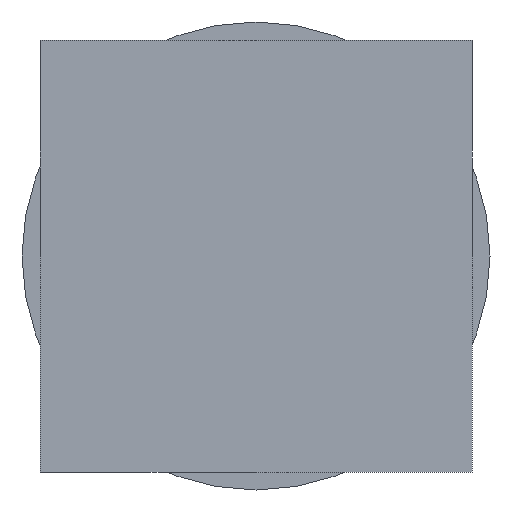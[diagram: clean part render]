
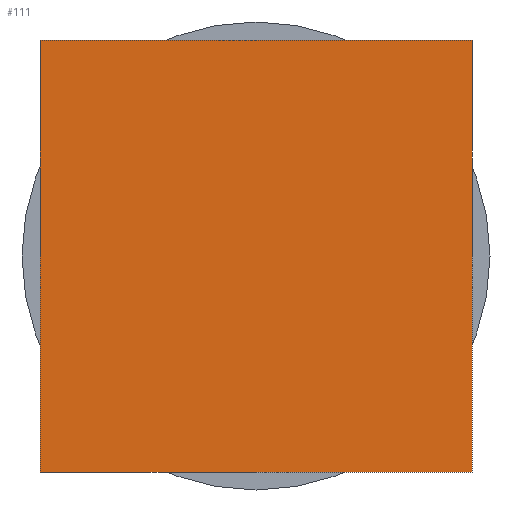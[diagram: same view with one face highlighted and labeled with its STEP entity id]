
A CAD part, front view. The second image highlights one B-rep face of the part: STEP entity #111.
In plain terms, the highlighted planar face has unit normal (0, -1, 0).
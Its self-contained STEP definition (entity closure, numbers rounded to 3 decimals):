
#87 = CARTESIAN_POINT ( 'NONE',  ( 0., 0., 0. ) ) ;
#98 = CARTESIAN_POINT ( 'NONE',  ( 0., 0., -12. ) ) ;
#103 = VECTOR ( 'NONE', #550, 1000. ) ;
#111 = ADVANCED_FACE ( 'NONE', ( #196 ), #457, .T. ) ;
#125 = LINE ( 'NONE', #98, #616 ) ;
#127 = VECTOR ( 'NONE', #552, 1000. ) ;
#141 = DIRECTION ( 'NONE',  ( 0., 0., -1. ) ) ;
#164 = CARTESIAN_POINT ( 'NONE',  ( 0., 0., 0. ) ) ;
#191 = VERTEX_POINT ( 'NONE', #534 ) ;
#196 = FACE_OUTER_BOUND ( 'NONE', #796, .T. ) ;
#200 = VECTOR ( 'NONE', #344, 1000. ) ;
#233 = ORIENTED_EDGE ( 'NONE', *, *, #697, .F. ) ;
#284 = CARTESIAN_POINT ( 'NONE',  ( 0., 0., -12. ) ) ;
#301 = VERTEX_POINT ( 'NONE', #356 ) ;
#343 = EDGE_CURVE ( 'NONE', #670, #301, #544, .T. ) ;
#344 = DIRECTION ( 'NONE',  ( 1., 0., 0. ) ) ;
#356 = CARTESIAN_POINT ( 'NONE',  ( 0., 0., 0. ) ) ;
#387 = VERTEX_POINT ( 'NONE', #423 ) ;
#423 = CARTESIAN_POINT ( 'NONE',  ( 12., 0., -12. ) ) ;
#436 = LINE ( 'NONE', #546, #103 ) ;
#437 = ORIENTED_EDGE ( 'NONE', *, *, #343, .F. ) ;
#457 = PLANE ( 'NONE',  #802 ) ;
#474 = DIRECTION ( 'NONE',  ( -1., 0., 0. ) ) ;
#525 = DIRECTION ( 'NONE',  ( 0., -1., 0. ) ) ;
#534 = CARTESIAN_POINT ( 'NONE',  ( 12., 0., 0. ) ) ;
#544 = LINE ( 'NONE', #164, #127 ) ;
#546 = CARTESIAN_POINT ( 'NONE',  ( 12., 0., 0. ) ) ;
#550 = DIRECTION ( 'NONE',  ( 0., 0., -1. ) ) ;
#552 = DIRECTION ( 'NONE',  ( 0., 0., 1. ) ) ;
#581 = EDGE_CURVE ( 'NONE', #301, #191, #720, .T. ) ;
#616 = VECTOR ( 'NONE', #474, 1000. ) ;
#657 = EDGE_CURVE ( 'NONE', #387, #670, #125, .T. ) ;
#670 = VERTEX_POINT ( 'NONE', #284 ) ;
#674 = CARTESIAN_POINT ( 'NONE',  ( 0., 0., 0. ) ) ;
#680 = ORIENTED_EDGE ( 'NONE', *, *, #657, .F. ) ;
#697 = EDGE_CURVE ( 'NONE', #191, #387, #436, .T. ) ;
#720 = LINE ( 'NONE', #674, #200 ) ;
#796 = EDGE_LOOP ( 'NONE', ( #437, #680, #233, #826 ) ) ;
#802 = AXIS2_PLACEMENT_3D ( 'NONE', #87, #525, #141 ) ;
#826 = ORIENTED_EDGE ( 'NONE', *, *, #581, .F. ) ;
